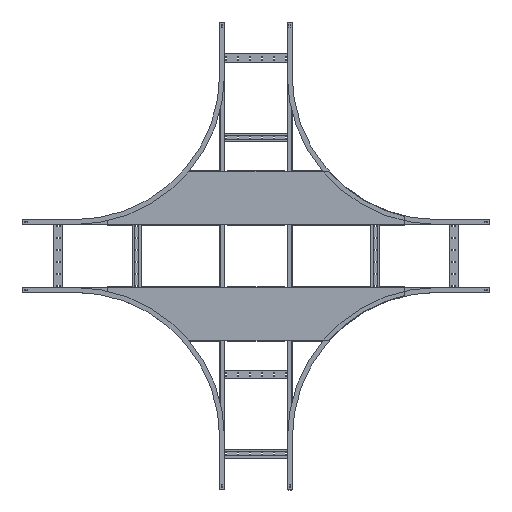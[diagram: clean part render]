
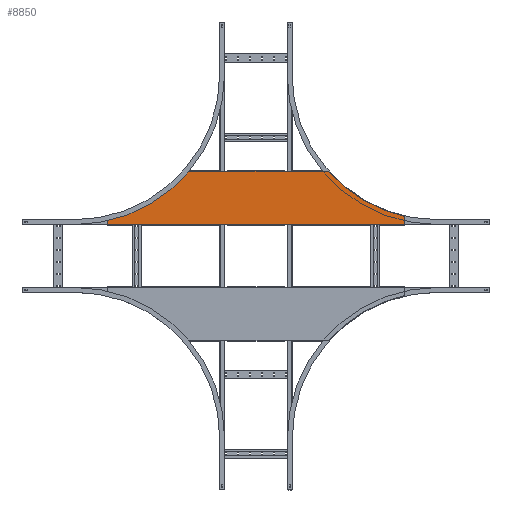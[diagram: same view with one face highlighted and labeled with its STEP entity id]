
A CAD part, top view. The second image highlights one B-rep face of the part: STEP entity #8850.
In plain terms, the highlighted face is planar.
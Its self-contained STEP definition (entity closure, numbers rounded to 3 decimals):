
#76 = ORIENTED_EDGE ( 'NONE', *, *, #6920, .F. ) ;
#101 = FACE_OUTER_BOUND ( 'NONE', #6734, .T. ) ;
#274 = EDGE_CURVE ( 'NONE', #8480, #3073, #2600, .T. ) ;
#295 = ORIENTED_EDGE ( 'NONE', *, *, #4717, .T. ) ;
#383 = CARTESIAN_POINT ( 'NONE',  ( -614.5, -1.2, 226.8 ) ) ;
#402 = VECTOR ( 'NONE', #7478, 1000. ) ;
#429 = ORIENTED_EDGE ( 'NONE', *, *, #2567, .T. ) ;
#466 = CARTESIAN_POINT ( 'NONE',  ( -748.677, -1.2, 226.8 ) ) ;
#862 = CIRCLE ( 'NONE', #7681, 5. ) ;
#869 = DIRECTION ( 'NONE',  ( 0., 0., 1. ) ) ;
#897 = DIRECTION ( 'NONE',  ( 0., -1., 0. ) ) ;
#919 = VECTOR ( 'NONE', #6103, 1000. ) ;
#1420 = DIRECTION ( 'NONE',  ( 0., 0., -1. ) ) ;
#1543 = CARTESIAN_POINT ( 'NONE',  ( 614.5, -1.2, -363.823 ) ) ;
#1630 = VERTEX_POINT ( 'NONE', #3871 ) ;
#2299 = CARTESIAN_POINT ( 'NONE',  ( 299.051, -1.2, -173.2 ) ) ;
#2402 = VERTEX_POINT ( 'NONE', #1543 ) ;
#2405 = VERTEX_POINT ( 'NONE', #5865 ) ;
#2554 = DIRECTION ( 'NONE',  ( 0., -1., 0. ) ) ;
#2567 = EDGE_CURVE ( 'NONE', #8454, #9008, #8320, .T. ) ;
#2595 = EDGE_CURVE ( 'NONE', #8480, #8454, #2996, .T. ) ;
#2600 = CIRCLE ( 'NONE', #7178, 601.8 ) ;
#2886 = VECTOR ( 'NONE', #4547, 1000. ) ;
#2996 = CIRCLE ( 'NONE', #4453, 5. ) ;
#3073 = VERTEX_POINT ( 'NONE', #4516 ) ;
#3225 = PLANE ( 'NONE',  #6996 ) ;
#3533 = CARTESIAN_POINT ( 'NONE',  ( -614.5, -1.2, -393.2 ) ) ;
#3791 = CARTESIAN_POINT ( 'NONE',  ( -937., -1.2, -393.2 ) ) ;
#3842 = DIRECTION ( 'NONE',  ( 0., -1., 0. ) ) ;
#3871 = CARTESIAN_POINT ( 'NONE',  ( 610.647, -1.2, -358.957 ) ) ;
#4453 = AXIS2_PLACEMENT_3D ( 'NONE', #8323, #2554, #4738 ) ;
#4516 = CARTESIAN_POINT ( 'NONE',  ( -299.051, -1.2, -173.2 ) ) ;
#4547 = DIRECTION ( 'NONE',  ( 0., 0., -1. ) ) ;
#4717 = EDGE_CURVE ( 'NONE', #9139, #3073, #7185, .T. ) ;
#4738 = DIRECTION ( 'NONE',  ( 0., 0., 1. ) ) ;
#4769 = EDGE_CURVE ( 'NONE', #2402, #1630, #862, .T. ) ;
#4830 = ORIENTED_EDGE ( 'NONE', *, *, #4769, .T. ) ;
#5042 = EDGE_CURVE ( 'NONE', #9139, #1630, #6953, .T. ) ;
#5130 = CARTESIAN_POINT ( 'NONE',  ( -748.677, -1.2, 226.8 ) ) ;
#5135 = LINE ( 'NONE', #3791, #6037 ) ;
#5216 = DIRECTION ( 'NONE',  ( -1., 0., 0. ) ) ;
#5261 = CARTESIAN_POINT ( 'NONE',  ( -560., -1.2, -173.2 ) ) ;
#5358 = LINE ( 'NONE', #6712, #919 ) ;
#5865 = CARTESIAN_POINT ( 'NONE',  ( 614.5, -1.2, -393.2 ) ) ;
#6037 = VECTOR ( 'NONE', #5216, 1000. ) ;
#6103 = DIRECTION ( 'NONE',  ( 0., 0., -1. ) ) ;
#6196 = ORIENTED_EDGE ( 'NONE', *, *, #7031, .F. ) ;
#6712 = CARTESIAN_POINT ( 'NONE',  ( 614.5, -1.2, -395.4 ) ) ;
#6734 = EDGE_LOOP ( 'NONE', ( #7938, #7646, #429, #76, #6196, #4830, #7502, #295 ) ) ;
#6902 = DIRECTION ( 'NONE',  ( 0., 1., 0. ) ) ;
#6920 = EDGE_CURVE ( 'NONE', #2405, #9008, #5135, .T. ) ;
#6953 = CIRCLE ( 'NONE', #7960, 601.8 ) ;
#6996 = AXIS2_PLACEMENT_3D ( 'NONE', #466, #6902, #8218 ) ;
#7031 = EDGE_CURVE ( 'NONE', #2402, #2405, #5358, .T. ) ;
#7178 = AXIS2_PLACEMENT_3D ( 'NONE', #5130, #897, #869 ) ;
#7185 = LINE ( 'NONE', #5261, #402 ) ;
#7478 = DIRECTION ( 'NONE',  ( -1., 0., 0. ) ) ;
#7502 = ORIENTED_EDGE ( 'NONE', *, *, #5042, .F. ) ;
#7646 = ORIENTED_EDGE ( 'NONE', *, *, #2595, .T. ) ;
#7681 = AXIS2_PLACEMENT_3D ( 'NONE', #8174, #3842, #8785 ) ;
#7938 = ORIENTED_EDGE ( 'NONE', *, *, #274, .F. ) ;
#7960 = AXIS2_PLACEMENT_3D ( 'NONE', #8390, #9124, #1420 ) ;
#8174 = CARTESIAN_POINT ( 'NONE',  ( 609.5, -1.2, -363.823 ) ) ;
#8218 = DIRECTION ( 'NONE',  ( 0., 0., 1. ) ) ;
#8320 = LINE ( 'NONE', #383, #2886 ) ;
#8323 = CARTESIAN_POINT ( 'NONE',  ( -609.5, -1.2, -363.823 ) ) ;
#8390 = CARTESIAN_POINT ( 'NONE',  ( 748.677, -1.2, 226.8 ) ) ;
#8454 = VERTEX_POINT ( 'NONE', #8552 ) ;
#8480 = VERTEX_POINT ( 'NONE', #9189 ) ;
#8552 = CARTESIAN_POINT ( 'NONE',  ( -614.5, -1.2, -363.823 ) ) ;
#8785 = DIRECTION ( 'NONE',  ( 0., 0., 1. ) ) ;
#8850 = ADVANCED_FACE ( 'NONE', ( #101 ), #3225, .F. ) ;
#9008 = VERTEX_POINT ( 'NONE', #3533 ) ;
#9124 = DIRECTION ( 'NONE',  ( 0., -1., 0. ) ) ;
#9139 = VERTEX_POINT ( 'NONE', #2299 ) ;
#9189 = CARTESIAN_POINT ( 'NONE',  ( -610.647, -1.2, -358.957 ) ) ;
